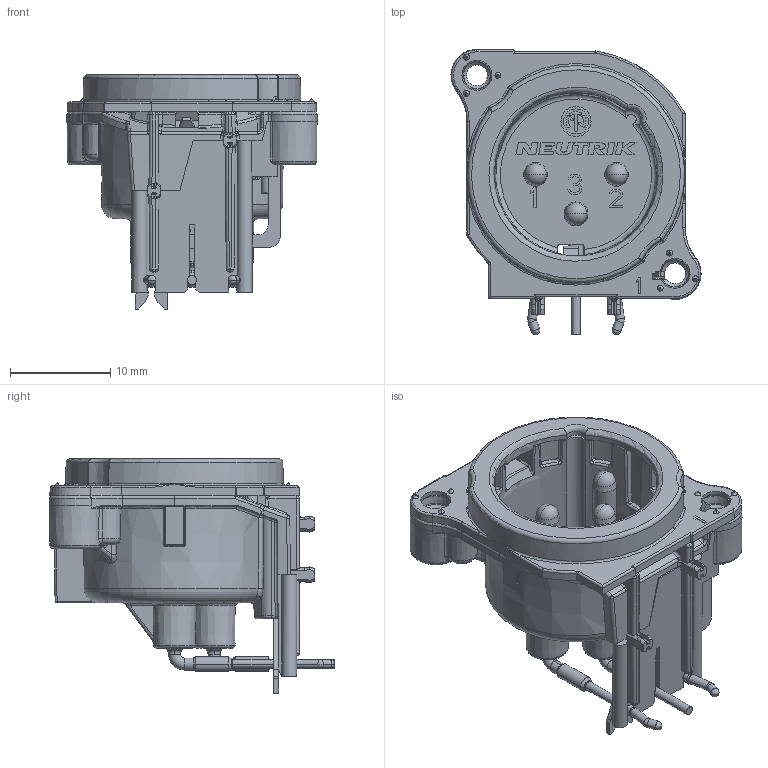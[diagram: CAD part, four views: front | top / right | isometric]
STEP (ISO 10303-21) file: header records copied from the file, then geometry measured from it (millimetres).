
FILE_DESCRIPTION((''),'2;1');
FILE_NAME('30010290','2023-02-10T11:23:34',('SYSTEM'),(''),'CREO PARAMETRIC BY PTC INC, 2021184','CREO PARAMETRIC BY PTC INC, 2021184','');
FILE_SCHEMA(('CONFIG_CONTROL_DESIGN'));
Products named in the file (1): 30010290
Bounding box: 25 x 28.5 x 23.4 mm (x, y, z)
Volume: 2540.1 mm3; surface area: 4871.4 mm2
Topology: 1 solids, 3 shells, 1568 faces, 3974 edges, 2380 vertices
Faces by surface type: plane 521, cylinder 353, bspline 279, torus 171, cone 108, sphere 107, extrusion 29
Entity records: 56470 total; most frequent: CARTESIAN_POINT 21087, ORIENTED_EDGE 7892, DIRECTION 6772, EDGE_CURVE 3946, AXIS2_PLACEMENT_3D 2520, VERTEX_POINT 2380, VECTOR 1732, LINE 1703
